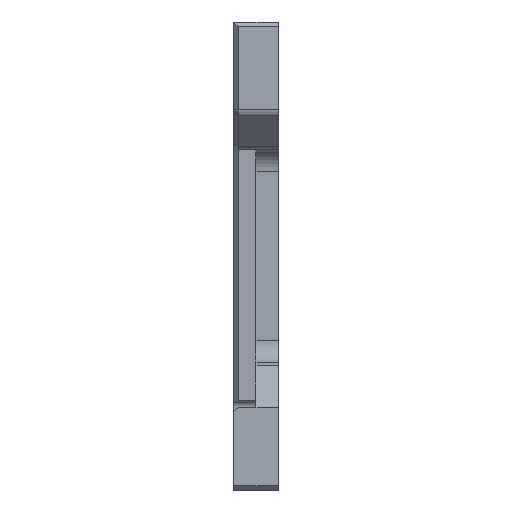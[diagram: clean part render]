
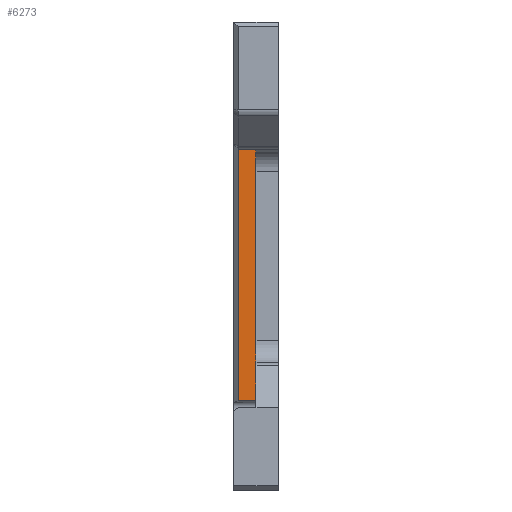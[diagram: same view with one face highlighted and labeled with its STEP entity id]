
A CAD part, left-side view. The second image highlights one B-rep face of the part: STEP entity #6273.
In plain terms, the highlighted planar face has unit normal (-1, 0, 0).
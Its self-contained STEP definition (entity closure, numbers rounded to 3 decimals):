
#453 = AXIS2_PLACEMENT_3D ( 'NONE', #10016, #2693, #7722 ) ;
#514 = CARTESIAN_POINT ( 'NONE',  ( 150., 4., 32.5 ) ) ;
#1520 = EDGE_CURVE ( 'NONE', #6941, #2451, #3312, .T. ) ;
#1955 = CARTESIAN_POINT ( 'NONE',  ( 150., 0., -34. ) ) ;
#2111 = ORIENTED_EDGE ( 'NONE', *, *, #10023, .T. ) ;
#2210 = VECTOR ( 'NONE', #4084, 1000. ) ;
#2451 = VERTEX_POINT ( 'NONE', #5018 ) ;
#2693 = DIRECTION ( 'NONE',  ( 1., 0., 0. ) ) ;
#2758 = DIRECTION ( 'NONE',  ( 0., 0., -1. ) ) ;
#2803 = DIRECTION ( 'NONE',  ( 0., 0., -1. ) ) ;
#3312 = LINE ( 'NONE', #6054, #5376 ) ;
#3539 = EDGE_CURVE ( 'NONE', #3991, #6941, #5063, .T. ) ;
#3641 = ORIENTED_EDGE ( 'NONE', *, *, #6286, .F. ) ;
#3991 = VERTEX_POINT ( 'NONE', #8096 ) ;
#4084 = DIRECTION ( 'NONE',  ( 0., 1., 0. ) ) ;
#4192 = FACE_OUTER_BOUND ( 'NONE', #7912, .T. ) ;
#4257 = PLANE ( 'NONE',  #453 ) ;
#4570 = LINE ( 'NONE', #1955, #5593 ) ;
#4680 = CARTESIAN_POINT ( 'NONE',  ( 150., 0., -32.5 ) ) ;
#5018 = CARTESIAN_POINT ( 'NONE',  ( 150., 4., -32.5 ) ) ;
#5063 = LINE ( 'NONE', #6489, #2210 ) ;
#5265 = ORIENTED_EDGE ( 'NONE', *, *, #3539, .T. ) ;
#5329 = VECTOR ( 'NONE', #8587, 1000. ) ;
#5376 = VECTOR ( 'NONE', #2803, 1000. ) ;
#5593 = VECTOR ( 'NONE', #2758, 1000. ) ;
#6054 = CARTESIAN_POINT ( 'NONE',  ( 150., 4., -34. ) ) ;
#6273 = ADVANCED_FACE ( 'NONE', ( #4192 ), #4257, .F. ) ;
#6286 = EDGE_CURVE ( 'NONE', #3991, #10123, #4570, .T. ) ;
#6489 = CARTESIAN_POINT ( 'NONE',  ( 150., 0., 32.5 ) ) ;
#6941 = VERTEX_POINT ( 'NONE', #514 ) ;
#7273 = LINE ( 'NONE', #4680, #5329 ) ;
#7722 = DIRECTION ( 'NONE',  ( 0., 0., -1. ) ) ;
#7912 = EDGE_LOOP ( 'NONE', ( #3641, #5265, #8682, #2111 ) ) ;
#8049 = CARTESIAN_POINT ( 'NONE',  ( 150., 0., -32.5 ) ) ;
#8096 = CARTESIAN_POINT ( 'NONE',  ( 150., 0., 32.5 ) ) ;
#8587 = DIRECTION ( 'NONE',  ( 0., -1., 0. ) ) ;
#8682 = ORIENTED_EDGE ( 'NONE', *, *, #1520, .T. ) ;
#10016 = CARTESIAN_POINT ( 'NONE',  ( 150., 0., -34. ) ) ;
#10023 = EDGE_CURVE ( 'NONE', #2451, #10123, #7273, .T. ) ;
#10123 = VERTEX_POINT ( 'NONE', #8049 ) ;
